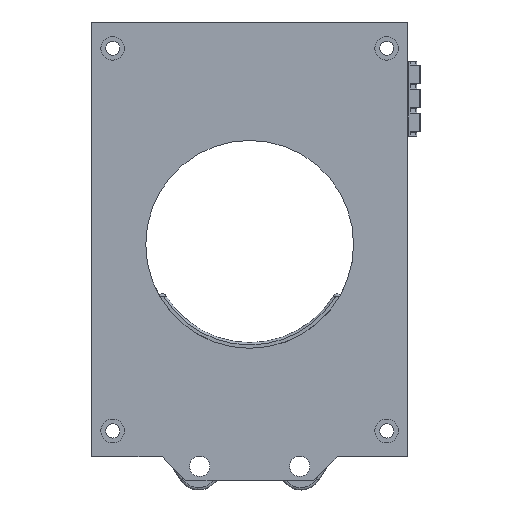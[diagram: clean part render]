
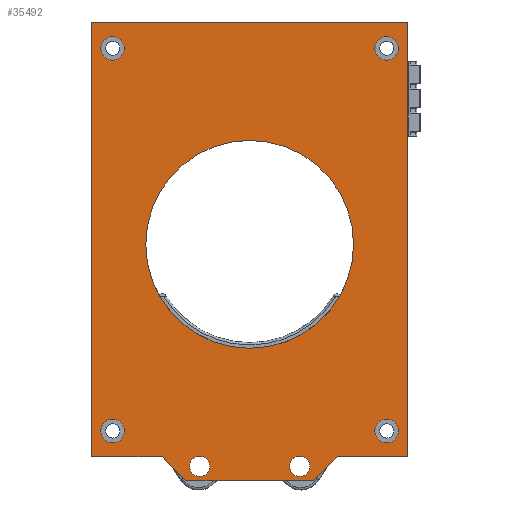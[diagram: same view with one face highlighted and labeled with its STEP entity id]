
A CAD part, front view. The second image highlights one B-rep face of the part: STEP entity #35492.
In plain terms, the highlighted planar face has unit normal (0, -1, 0).
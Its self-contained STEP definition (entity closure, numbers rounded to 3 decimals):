
#7439=DIRECTION('',(-1.,0.,0.));
#7440=VECTOR('',#7439,15.);
#7441=CARTESIAN_POINT('',(33.5,-1.5,-19.));
#7442=LINE('',#7441,#7440);
#7443=DIRECTION('',(0.707,0.,0.707));
#7444=VECTOR('',#7443,7.071);
#7445=CARTESIAN_POINT('',(13.5,-1.5,-24.));
#7446=LINE('',#7445,#7444);
#7447=DIRECTION('',(1.,0.,0.));
#7448=VECTOR('',#7447,27.);
#7449=CARTESIAN_POINT('',(-13.5,-1.5,-24.));
#7450=LINE('',#7449,#7448);
#7451=DIRECTION('',(0.707,0.,-0.707));
#7452=VECTOR('',#7451,7.071);
#7453=CARTESIAN_POINT('',(-18.5,-1.5,-19.));
#7454=LINE('',#7453,#7452);
#7455=DIRECTION('',(-1.,0.,0.));
#7456=VECTOR('',#7455,15.);
#7457=CARTESIAN_POINT('',(-18.5,-1.5,-19.));
#7458=LINE('',#7457,#7456);
#7459=DIRECTION('',(0.,0.,1.));
#7460=VECTOR('',#7459,92.);
#7461=CARTESIAN_POINT('',(-33.5,-1.5,-19.));
#7462=LINE('',#7461,#7460);
#7463=DIRECTION('',(1.,0.,0.));
#7464=VECTOR('',#7463,67.);
#7465=CARTESIAN_POINT('',(-33.5,-1.5,73.));
#7466=LINE('',#7465,#7464);
#7467=DIRECTION('',(0.,0.,-1.));
#7468=VECTOR('',#7467,92.);
#7469=CARTESIAN_POINT('',(33.5,-1.5,73.));
#7470=LINE('',#7469,#7468);
#7471=CARTESIAN_POINT('',(0.,-1.5,26.));
#7472=DIRECTION('',(0.,-1.,0.));
#7473=DIRECTION('',(-1.,0.,0.));
#7474=AXIS2_PLACEMENT_3D('',#7471,#7472,#7473);
#7476=CARTESIAN_POINT('',(0.,-1.5,26.));
#7477=DIRECTION('',(0.,-1.,0.));
#7478=DIRECTION('',(1.,0.,0.));
#7479=AXIS2_PLACEMENT_3D('',#7476,#7477,#7478);
#7481=CARTESIAN_POINT('',(-29.,-1.5,-13.5));
#7482=DIRECTION('',(0.,-1.,0.));
#7483=DIRECTION('',(-1.,0.,0.));
#7484=AXIS2_PLACEMENT_3D('',#7481,#7482,#7483);
#7486=CARTESIAN_POINT('',(-29.,-1.5,-13.5));
#7487=DIRECTION('',(0.,-1.,0.));
#7488=DIRECTION('',(1.,0.,0.));
#7489=AXIS2_PLACEMENT_3D('',#7486,#7487,#7488);
#7491=CARTESIAN_POINT('',(-29.,-1.5,67.5));
#7492=DIRECTION('',(0.,-1.,0.));
#7493=DIRECTION('',(-1.,0.,0.));
#7494=AXIS2_PLACEMENT_3D('',#7491,#7492,#7493);
#7496=CARTESIAN_POINT('',(-29.,-1.5,67.5));
#7497=DIRECTION('',(0.,-1.,0.));
#7498=DIRECTION('',(1.,0.,0.));
#7499=AXIS2_PLACEMENT_3D('',#7496,#7497,#7498);
#7501=CARTESIAN_POINT('',(29.,-1.5,-13.5));
#7502=DIRECTION('',(0.,-1.,0.));
#7503=DIRECTION('',(-1.,0.,0.));
#7504=AXIS2_PLACEMENT_3D('',#7501,#7502,#7503);
#7506=CARTESIAN_POINT('',(29.,-1.5,-13.5));
#7507=DIRECTION('',(0.,-1.,0.));
#7508=DIRECTION('',(1.,0.,0.));
#7509=AXIS2_PLACEMENT_3D('',#7506,#7507,#7508);
#7511=CARTESIAN_POINT('',(29.,-1.5,67.5));
#7512=DIRECTION('',(0.,-1.,0.));
#7513=DIRECTION('',(-1.,0.,0.));
#7514=AXIS2_PLACEMENT_3D('',#7511,#7512,#7513);
#7516=CARTESIAN_POINT('',(29.,-1.5,67.5));
#7517=DIRECTION('',(0.,-1.,0.));
#7518=DIRECTION('',(1.,0.,0.));
#7519=AXIS2_PLACEMENT_3D('',#7516,#7517,#7518);
#7521=CARTESIAN_POINT('',(10.6,-1.5,-21.));
#7522=DIRECTION('',(0.,1.,0.));
#7523=DIRECTION('',(-1.,0.,0.));
#7524=AXIS2_PLACEMENT_3D('',#7521,#7522,#7523);
#7526=CARTESIAN_POINT('',(10.6,-1.5,-21.));
#7527=DIRECTION('',(0.,1.,0.));
#7528=DIRECTION('',(1.,0.,0.));
#7529=AXIS2_PLACEMENT_3D('',#7526,#7527,#7528);
#7531=CARTESIAN_POINT('',(-10.6,-1.5,-21.));
#7532=DIRECTION('',(0.,1.,0.));
#7533=DIRECTION('',(-1.,0.,0.));
#7534=AXIS2_PLACEMENT_3D('',#7531,#7532,#7533);
#7536=CARTESIAN_POINT('',(-10.6,-1.5,-21.));
#7537=DIRECTION('',(0.,1.,0.));
#7538=DIRECTION('',(1.,0.,0.));
#7539=AXIS2_PLACEMENT_3D('',#7536,#7537,#7538);
#17174=CARTESIAN_POINT('',(-33.5,-1.5,-19.));
#17176=VERTEX_POINT('',#17174);
#17178=CARTESIAN_POINT('',(33.5,-1.5,-19.));
#17180=VERTEX_POINT('',#17178);
#17374=CARTESIAN_POINT('',(22.,-1.5,26.));
#17375=VERTEX_POINT('',#17374);
#17376=CARTESIAN_POINT('',(-22.,-1.5,26.));
#17377=VERTEX_POINT('',#17376);
#17378=CARTESIAN_POINT('',(33.5,-1.5,73.));
#17379=VERTEX_POINT('',#17378);
#17380=CARTESIAN_POINT('',(-33.5,-1.5,73.));
#17381=VERTEX_POINT('',#17380);
#17382=CARTESIAN_POINT('',(-31.5,-1.5,-13.5));
#17383=CARTESIAN_POINT('',(-26.5,-1.5,-13.5));
#17384=VERTEX_POINT('',#17382);
#17385=VERTEX_POINT('',#17383);
#17386=CARTESIAN_POINT('',(-31.5,-1.5,67.5));
#17387=CARTESIAN_POINT('',(-26.5,-1.5,67.5));
#17388=VERTEX_POINT('',#17386);
#17389=VERTEX_POINT('',#17387);
#17390=CARTESIAN_POINT('',(26.5,-1.5,-13.5));
#17391=CARTESIAN_POINT('',(31.5,-1.5,-13.5));
#17392=VERTEX_POINT('',#17390);
#17393=VERTEX_POINT('',#17391);
#17394=CARTESIAN_POINT('',(26.5,-1.5,67.5));
#17395=CARTESIAN_POINT('',(31.5,-1.5,67.5));
#17396=VERTEX_POINT('',#17394);
#17397=VERTEX_POINT('',#17395);
#17446=CARTESIAN_POINT('',(-13.5,-1.5,-24.));
#17447=CARTESIAN_POINT('',(13.5,-1.5,-24.));
#17448=VERTEX_POINT('',#17446);
#17449=VERTEX_POINT('',#17447);
#17463=CARTESIAN_POINT('',(-18.5,-1.5,-19.));
#17465=VERTEX_POINT('',#17463);
#17467=CARTESIAN_POINT('',(18.5,-1.5,-19.));
#17469=VERTEX_POINT('',#17467);
#17506=CARTESIAN_POINT('',(8.45,-1.5,-21.));
#17507=CARTESIAN_POINT('',(12.75,-1.5,-21.));
#17508=VERTEX_POINT('',#17506);
#17509=VERTEX_POINT('',#17507);
#17510=CARTESIAN_POINT('',(-12.75,-1.5,-21.));
#17511=CARTESIAN_POINT('',(-8.45,-1.5,-21.));
#17512=VERTEX_POINT('',#17510);
#17513=VERTEX_POINT('',#17511);
#35435=CARTESIAN_POINT('',(0.,-1.5,0.));
#35436=DIRECTION('',(0.,-1.,0.));
#35437=DIRECTION('',(-1.,0.,0.));
#35438=AXIS2_PLACEMENT_3D('',#35435,#35436,#35437);
#35439=PLANE('',#35438);
#35440=ORIENTED_EDGE('',*,*,#35353,.T.);
#35441=ORIENTED_EDGE('',*,*,#35376,.F.);
#35442=ORIENTED_EDGE('',*,*,#35419,.F.);
#35443=ORIENTED_EDGE('',*,*,#35248,.F.);
#35444=ORIENTED_EDGE('',*,*,#35271,.T.);
#35445=ORIENTED_EDGE('',*,*,#35291,.T.);
#35446=ORIENTED_EDGE('',*,*,#35312,.T.);
#35447=ORIENTED_EDGE('',*,*,#35333,.T.);
#35448=EDGE_LOOP('',(#35440,#35441,#35442,#35443,#35444,#35445,#35446,#35447));
#35449=FACE_OUTER_BOUND('',#35448,.F.);
#35451=ORIENTED_EDGE('',*,*,#35450,.T.);
#35453=ORIENTED_EDGE('',*,*,#35452,.T.);
#35454=EDGE_LOOP('',(#35451,#35453));
#35455=FACE_BOUND('',#35454,.F.);
#35457=ORIENTED_EDGE('',*,*,#35456,.T.);
#35459=ORIENTED_EDGE('',*,*,#35458,.T.);
#35460=EDGE_LOOP('',(#35457,#35459));
#35461=FACE_BOUND('',#35460,.F.);
#35463=ORIENTED_EDGE('',*,*,#35462,.T.);
#35465=ORIENTED_EDGE('',*,*,#35464,.T.);
#35466=EDGE_LOOP('',(#35463,#35465));
#35467=FACE_BOUND('',#35466,.F.);
#35469=ORIENTED_EDGE('',*,*,#35468,.T.);
#35471=ORIENTED_EDGE('',*,*,#35470,.T.);
#35472=EDGE_LOOP('',(#35469,#35471));
#35473=FACE_BOUND('',#35472,.F.);
#35475=ORIENTED_EDGE('',*,*,#35474,.T.);
#35477=ORIENTED_EDGE('',*,*,#35476,.T.);
#35478=EDGE_LOOP('',(#35475,#35477));
#35479=FACE_BOUND('',#35478,.F.);
#35481=ORIENTED_EDGE('',*,*,#35480,.F.);
#35483=ORIENTED_EDGE('',*,*,#35482,.F.);
#35484=EDGE_LOOP('',(#35481,#35483));
#35485=FACE_BOUND('',#35484,.F.);
#35487=ORIENTED_EDGE('',*,*,#35486,.F.);
#35489=ORIENTED_EDGE('',*,*,#35488,.F.);
#35490=EDGE_LOOP('',(#35487,#35489));
#35491=FACE_BOUND('',#35490,.F.);
#35492=ADVANCED_FACE('',(#35449,#35455,#35461,#35467,#35473,#35479,#35485,
#35491),#35439,.T.);
#7475=CIRCLE('',#7474,22.);
#7480=CIRCLE('',#7479,22.);
#7485=CIRCLE('',#7484,2.5);
#7490=CIRCLE('',#7489,2.5);
#7495=CIRCLE('',#7494,2.5);
#7500=CIRCLE('',#7499,2.5);
#7505=CIRCLE('',#7504,2.5);
#7510=CIRCLE('',#7509,2.5);
#7515=CIRCLE('',#7514,2.5);
#7520=CIRCLE('',#7519,2.5);
#7525=CIRCLE('',#7524,2.15);
#7530=CIRCLE('',#7529,2.15);
#7535=CIRCLE('',#7534,2.15);
#7540=CIRCLE('',#7539,2.15);
#35248=EDGE_CURVE('',#17465,#17448,#7454,.T.);
#35271=EDGE_CURVE('',#17465,#17176,#7458,.T.);
#35291=EDGE_CURVE('',#17176,#17381,#7462,.T.);
#35312=EDGE_CURVE('',#17381,#17379,#7466,.T.);
#35333=EDGE_CURVE('',#17379,#17180,#7470,.T.);
#35353=EDGE_CURVE('',#17180,#17469,#7442,.T.);
#35376=EDGE_CURVE('',#17449,#17469,#7446,.T.);
#35419=EDGE_CURVE('',#17448,#17449,#7450,.T.);
#35450=EDGE_CURVE('',#17377,#17375,#7475,.T.);
#35452=EDGE_CURVE('',#17375,#17377,#7480,.T.);
#35456=EDGE_CURVE('',#17384,#17385,#7485,.T.);
#35458=EDGE_CURVE('',#17385,#17384,#7490,.T.);
#35462=EDGE_CURVE('',#17388,#17389,#7495,.T.);
#35464=EDGE_CURVE('',#17389,#17388,#7500,.T.);
#35468=EDGE_CURVE('',#17392,#17393,#7505,.T.);
#35470=EDGE_CURVE('',#17393,#17392,#7510,.T.);
#35474=EDGE_CURVE('',#17396,#17397,#7515,.T.);
#35476=EDGE_CURVE('',#17397,#17396,#7520,.T.);
#35480=EDGE_CURVE('',#17508,#17509,#7525,.T.);
#35482=EDGE_CURVE('',#17509,#17508,#7530,.T.);
#35486=EDGE_CURVE('',#17512,#17513,#7535,.T.);
#35488=EDGE_CURVE('',#17513,#17512,#7540,.T.);
